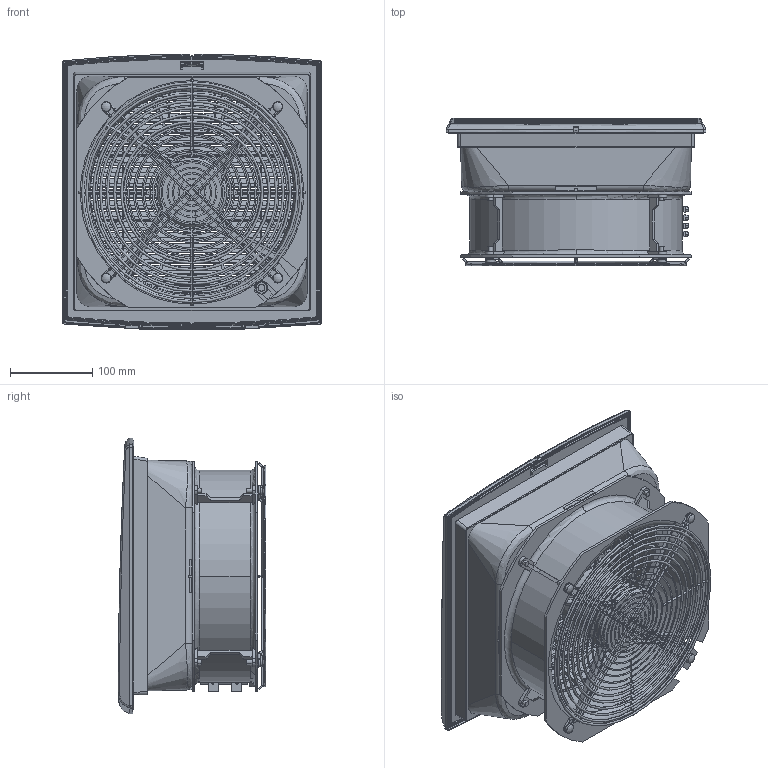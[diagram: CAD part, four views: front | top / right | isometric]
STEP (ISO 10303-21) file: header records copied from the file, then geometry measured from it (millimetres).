
FILE_DESCRIPTION(('STEP AP242'),'1');
FILE_NAME('filterfan_nsycvf850m230pf.stp','2019-07-05T12:13:27',('TraceParts'),('TraceParts S.A.'),'Spatial InterOp 3D',' ',' ');
FILE_SCHEMA(('AP242_MANAGED_MODEL_BASED_3D_ENGINEERING_MIM_LF {1 0 10303 442 1 1 4}'));
Length unit declared in the file: millimetre
Products named in the file (1): filterfan_nsycvf850m230pf_1
Bounding box: 316 x 179.87 x 335.14 mm (x, y, z)
Volume: 1871794.9 mm3; surface area: 920884.4 mm2
Topology: 26 solids, 26 shells, 2603 faces, 7680 edges, 4721 vertices
Faces by surface type: plane 1260, cylinder 501, cone 427, torus 375, bspline 30, sphere 10
Entity records: 115123 total; most frequent: CARTESIAN_POINT 26376, ORIENTED_EDGE 15280, DIRECTION 13463, EDGE_CURVE 7640, AXIS2_PLACEMENT_3D 4930, VERTEX_POINT 4721, LINE 3603, VECTOR 3603
